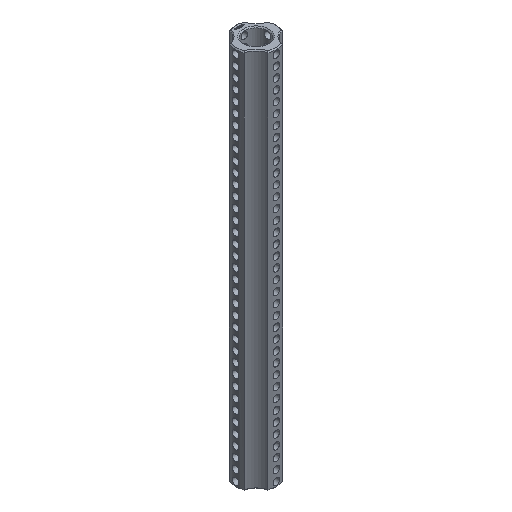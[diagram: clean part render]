
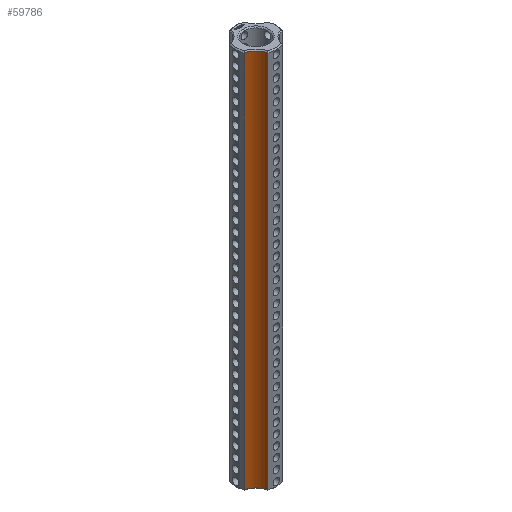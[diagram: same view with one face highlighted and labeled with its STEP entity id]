
A CAD part, isometric view. The second image highlights one B-rep face of the part: STEP entity #59786.
In plain terms, the highlighted cylindrical face has radius 5 mm (diameter 10 mm), a partial arc.
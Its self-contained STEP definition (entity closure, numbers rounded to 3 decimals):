
#7996 = CYLINDRICAL_SURFACE('',#7997,6.25);
#7997 = AXIS2_PLACEMENT_3D('',#7998,#7999,#8000);
#7998 = CARTESIAN_POINT('',(0.,0.,0.));
#7999 = DIRECTION('',(-0.,-0.,-1.));
#8000 = DIRECTION('',(1.,0.,0.));
#17021 = EDGE_CURVE('',#17022,#17024,#17026,.T.);
#17022 = VERTEX_POINT('',#17023);
#17023 = CARTESIAN_POINT('',(-2.225,-5.841,0.3));
#17024 = VERTEX_POINT('',#17025);
#17025 = CARTESIAN_POINT('',(-2.225,-5.841,115.325));
#17026 = SURFACE_CURVE('',#17027,(#17031,#17038),.PCURVE_S1.);
#17027 = LINE('',#17028,#17029);
#17028 = CARTESIAN_POINT('',(-2.225,-5.841,0.));
#17029 = VECTOR('',#17030,1.);
#17030 = DIRECTION('',(0.,0.,1.));
#17031 = PCURVE('',#7996,#17032);
#17032 = DEFINITIONAL_REPRESENTATION('',(#17033),#17037);
#17033 = LINE('',#17034,#17035);
#17034 = CARTESIAN_POINT('',(-4.348,0.));
#17035 = VECTOR('',#17036,1.);
#17036 = DIRECTION('',(-0.,-1.));
#17037 = ( GEOMETRIC_REPRESENTATION_CONTEXT(2) 
PARAMETRIC_REPRESENTATION_CONTEXT() REPRESENTATION_CONTEXT('2D SPACE',''
  ) );
#17038 = PCURVE('',#17039,#17044);
#17039 = CYLINDRICAL_SURFACE('',#17040,5.);
#17040 = AXIS2_PLACEMENT_3D('',#17041,#17042,#17043);
#17041 = CARTESIAN_POINT('',(-7.071,-7.071,0.));
#17042 = DIRECTION('',(-0.,-0.,-1.));
#17043 = DIRECTION('',(1.,0.,0.));
#17044 = DEFINITIONAL_REPRESENTATION('',(#17045),#17049);
#17045 = LINE('',#17046,#17047);
#17046 = CARTESIAN_POINT('',(-0.249,0.));
#17047 = VECTOR('',#17048,1.);
#17048 = DIRECTION('',(-0.,-1.));
#17049 = ( GEOMETRIC_REPRESENTATION_CONTEXT(2) 
PARAMETRIC_REPRESENTATION_CONTEXT() REPRESENTATION_CONTEXT('2D SPACE',''
  ) );
#23390 = CONICAL_SURFACE('',#23391,5.,0.785);
#23391 = AXIS2_PLACEMENT_3D('',#23392,#23393,#23394);
#23392 = CARTESIAN_POINT('',(-7.071,-7.071,0.3));
#23393 = DIRECTION('',(-0.,-0.,-1.));
#23394 = DIRECTION('',(0.969,0.246,0.));
#23622 = CONICAL_SURFACE('',#23623,5.,0.785);
#23623 = AXIS2_PLACEMENT_3D('',#23624,#23625,#23626);
#23624 = CARTESIAN_POINT('',(-7.071,-7.071,115.325));
#23625 = DIRECTION('',(0.,0.,1.));
#23626 = DIRECTION('',(0.969,0.246,0.));
#59786 = ADVANCED_FACE('',(#59787),#17039,.F.);
#59787 = FACE_BOUND('',#59788,.T.);
#59788 = EDGE_LOOP('',(#59789,#59790,#59814,#59842));
#59789 = ORIENTED_EDGE('',*,*,#17021,.T.);
#59790 = ORIENTED_EDGE('',*,*,#59791,.T.);
#59791 = EDGE_CURVE('',#17024,#59792,#59794,.T.);
#59792 = VERTEX_POINT('',#59793);
#59793 = CARTESIAN_POINT('',(-5.841,-2.225,115.325));
#59794 = SURFACE_CURVE('',#59795,(#59800,#59807),.PCURVE_S1.);
#59795 = CIRCLE('',#59796,5.);
#59796 = AXIS2_PLACEMENT_3D('',#59797,#59798,#59799);
#59797 = CARTESIAN_POINT('',(-7.071,-7.071,115.325));
#59798 = DIRECTION('',(0.,-0.,1.));
#59799 = DIRECTION('',(0.969,0.246,0.));
#59800 = PCURVE('',#17039,#59801);
#59801 = DEFINITIONAL_REPRESENTATION('',(#59802),#59806);
#59802 = LINE('',#59803,#59804);
#59803 = CARTESIAN_POINT('',(-0.249,-115.325));
#59804 = VECTOR('',#59805,1.);
#59805 = DIRECTION('',(-1.,0.));
#59806 = ( GEOMETRIC_REPRESENTATION_CONTEXT(2) 
PARAMETRIC_REPRESENTATION_CONTEXT() REPRESENTATION_CONTEXT('2D SPACE',''
  ) );
#59807 = PCURVE('',#23622,#59808);
#59808 = DEFINITIONAL_REPRESENTATION('',(#59809),#59813);
#59809 = LINE('',#59810,#59811);
#59810 = CARTESIAN_POINT('',(0.,0.));
#59811 = VECTOR('',#59812,1.);
#59812 = DIRECTION('',(1.,0.));
#59813 = ( GEOMETRIC_REPRESENTATION_CONTEXT(2) 
PARAMETRIC_REPRESENTATION_CONTEXT() REPRESENTATION_CONTEXT('2D SPACE',''
  ) );
#59814 = ORIENTED_EDGE('',*,*,#59815,.F.);
#59815 = EDGE_CURVE('',#59816,#59792,#59818,.T.);
#59816 = VERTEX_POINT('',#59817);
#59817 = CARTESIAN_POINT('',(-5.841,-2.225,0.3));
#59818 = SURFACE_CURVE('',#59819,(#59823,#59830),.PCURVE_S1.);
#59819 = LINE('',#59820,#59821);
#59820 = CARTESIAN_POINT('',(-5.841,-2.225,0.));
#59821 = VECTOR('',#59822,1.);
#59822 = DIRECTION('',(0.,0.,1.));
#59823 = PCURVE('',#17039,#59824);
#59824 = DEFINITIONAL_REPRESENTATION('',(#59825),#59829);
#59825 = LINE('',#59826,#59827);
#59826 = CARTESIAN_POINT('',(-1.322,0.));
#59827 = VECTOR('',#59828,1.);
#59828 = DIRECTION('',(-0.,-1.));
#59829 = ( GEOMETRIC_REPRESENTATION_CONTEXT(2) 
PARAMETRIC_REPRESENTATION_CONTEXT() REPRESENTATION_CONTEXT('2D SPACE',''
  ) );
#59830 = PCURVE('',#59831,#59836);
#59831 = CYLINDRICAL_SURFACE('',#59832,6.25);
#59832 = AXIS2_PLACEMENT_3D('',#59833,#59834,#59835);
#59833 = CARTESIAN_POINT('',(0.,0.,0.));
#59834 = DIRECTION('',(-0.,-0.,-1.));
#59835 = DIRECTION('',(1.,0.,0.));
#59836 = DEFINITIONAL_REPRESENTATION('',(#59837),#59841);
#59837 = LINE('',#59838,#59839);
#59838 = CARTESIAN_POINT('',(-3.506,0.));
#59839 = VECTOR('',#59840,1.);
#59840 = DIRECTION('',(-0.,-1.));
#59841 = ( GEOMETRIC_REPRESENTATION_CONTEXT(2) 
PARAMETRIC_REPRESENTATION_CONTEXT() REPRESENTATION_CONTEXT('2D SPACE',''
  ) );
#59842 = ORIENTED_EDGE('',*,*,#59843,.F.);
#59843 = EDGE_CURVE('',#17022,#59816,#59844,.T.);
#59844 = SURFACE_CURVE('',#59845,(#59850,#59857),.PCURVE_S1.);
#59845 = CIRCLE('',#59846,5.);
#59846 = AXIS2_PLACEMENT_3D('',#59847,#59848,#59849);
#59847 = CARTESIAN_POINT('',(-7.071,-7.071,0.3));
#59848 = DIRECTION('',(0.,-0.,1.));
#59849 = DIRECTION('',(0.969,0.246,0.));
#59850 = PCURVE('',#17039,#59851);
#59851 = DEFINITIONAL_REPRESENTATION('',(#59852),#59856);
#59852 = LINE('',#59853,#59854);
#59853 = CARTESIAN_POINT('',(-0.249,-0.3));
#59854 = VECTOR('',#59855,1.);
#59855 = DIRECTION('',(-1.,0.));
#59856 = ( GEOMETRIC_REPRESENTATION_CONTEXT(2) 
PARAMETRIC_REPRESENTATION_CONTEXT() REPRESENTATION_CONTEXT('2D SPACE',''
  ) );
#59857 = PCURVE('',#23390,#59858);
#59858 = DEFINITIONAL_REPRESENTATION('',(#59859),#59863);
#59859 = LINE('',#59860,#59861);
#59860 = CARTESIAN_POINT('',(-0.,0.));
#59861 = VECTOR('',#59862,1.);
#59862 = DIRECTION('',(-1.,0.));
#59863 = ( GEOMETRIC_REPRESENTATION_CONTEXT(2) 
PARAMETRIC_REPRESENTATION_CONTEXT() REPRESENTATION_CONTEXT('2D SPACE',''
  ) );
